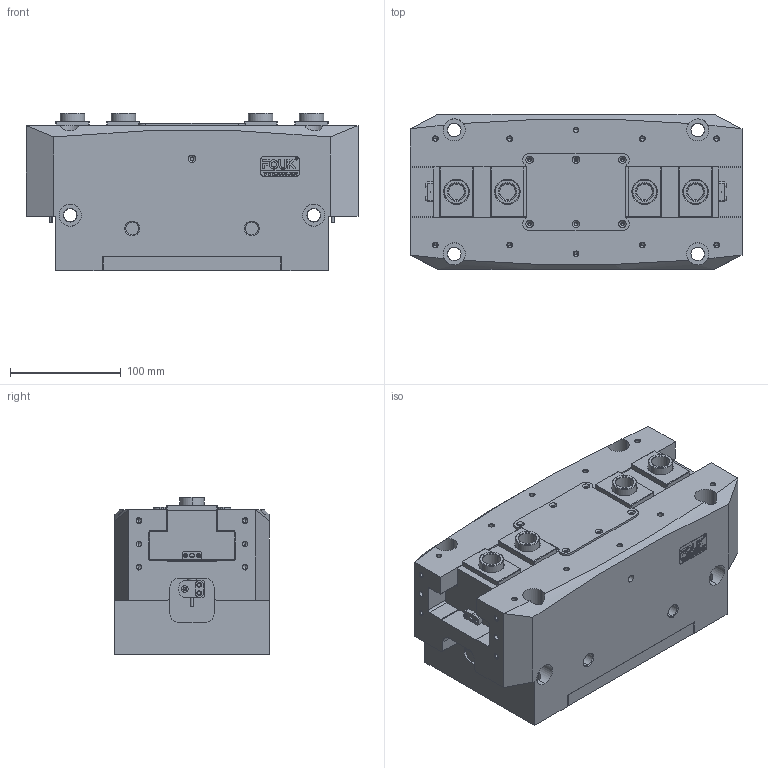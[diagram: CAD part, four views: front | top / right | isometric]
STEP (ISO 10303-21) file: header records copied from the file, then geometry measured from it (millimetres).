
FILE_DESCRIPTION (( 'STEP AP203' ), '1' );
FILE_NAME ('TR148-300.STEP', '2024-11-19T07:03:49', ( 'USER-' ), ( 'Microsoft' ), 'SwSTEP 2.0', 'SolidWorks 2018', '' );
FILE_SCHEMA (( 'CONFIG_CONTROL_DESIGN' ));
Length unit declared in the file: millimetre
Products named in the file (11): TR148-300-M-05 菁裔啣; 晚假蚾輸; TR148-300-M-01 褲极; TR148-300-M-06  笢猾啣; TR148-300; TR148-300-M-02 賑輸; 羲壽標釱B; 8-30 換覜ん; 22x16-14隅弇杶; 埴翐芛蹟隊_GB_FASTENER_SCREWS_HSHCS M2X8-N; 35x18-R3
Assembly tree (20 placements, depth 2):
  TR148-300
    TR148-300-M-01 褲极
    TR148-300-M-02 賑輸  x2
    TR148-300-M-06  笢猾啣
    羲壽標釱B  x2
    8-30 換覜ん  x2
    TR148-300-M-05 菁裔啣
    22x16-14隅弇杶  x4
    晚假蚾輸  x2
    埴翐芛蹟隊_GB_FASTENER_SCREWS_HSHCS M2X8-N  x4
    35x18-R3
Bounding box: 300 x 140 x 142 mm (x, y, z)
Volume: 4722694.7 mm3; surface area: 437731.1 mm2
Topology: 20 solids, 30 shells, 1435 faces, 3681 edges, 2306 vertices
Faces by surface type: plane 615, cylinder 389, cone 268, bspline 155, torus 8
Entity records: 41990 total; most frequent: CARTESIAN_POINT 13270, ORIENTED_EDGE 5804, DIRECTION 5339, EDGE_CURVE 2902, VERTEX_POINT 1878, VECTOR 1789, LINE 1789, AXIS2_PLACEMENT_3D 1775
